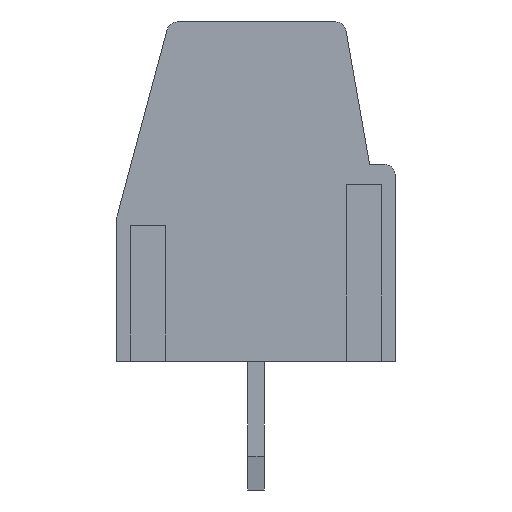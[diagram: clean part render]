
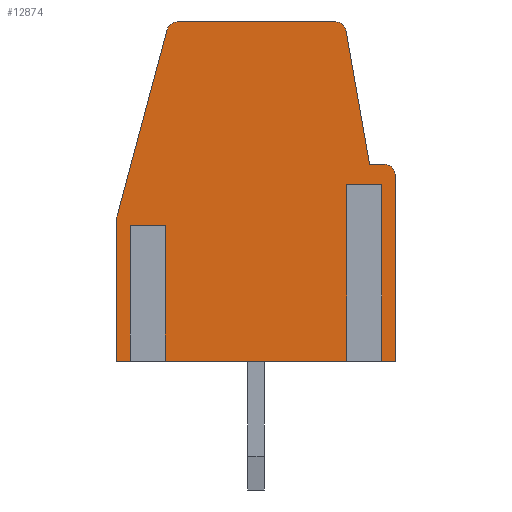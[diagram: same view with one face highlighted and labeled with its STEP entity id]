
A CAD part, left-side view. The second image highlights one B-rep face of the part: STEP entity #12874.
In plain terms, the highlighted planar face has unit normal (-1, 0, 0).
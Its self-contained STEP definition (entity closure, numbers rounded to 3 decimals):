
#8908 = EDGE_CURVE('',#8909,#8911,#8913,.T.);
#8909 = VERTEX_POINT('',#8910);
#8910 = CARTESIAN_POINT('',(-45.719,2.336,10.014));
#8911 = VERTEX_POINT('',#8912);
#8912 = CARTESIAN_POINT('',(-45.719,-2.351,10.014));
#8913 = LINE('',#8914,#8915);
#8914 = CARTESIAN_POINT('',(-45.719,-4.093,10.014));
#8915 = VECTOR('',#8916,1.);
#8916 = DIRECTION('',(0.,-1.,0.));
#12874 = ADVANCED_FACE('',(#12875),#13015,.F.);
#12875 = FACE_BOUND('',#12876,.T.);
#12876 = EDGE_LOOP('',(#12877,#12887,#12895,#12903,#12911,#12919,#12928,
    #12936,#12944,#12951,#12952,#12961,#12969,#12977,#12985,#12993,
    #13001,#13009));
#12877 = ORIENTED_EDGE('',*,*,#12878,.F.);
#12878 = EDGE_CURVE('',#12879,#12881,#12883,.T.);
#12879 = VERTEX_POINT('',#12880);
#12880 = CARTESIAN_POINT('',(-45.719,-2.881,5.214));
#12881 = VERTEX_POINT('',#12882);
#12882 = CARTESIAN_POINT('',(-45.719,-2.881,0.014));
#12883 = LINE('',#12884,#12885);
#12884 = CARTESIAN_POINT('',(-45.719,-2.881,5.814));
#12885 = VECTOR('',#12886,1.);
#12886 = DIRECTION('',(0.,0.,-1.));
#12887 = ORIENTED_EDGE('',*,*,#12888,.F.);
#12888 = EDGE_CURVE('',#12889,#12879,#12891,.T.);
#12889 = VERTEX_POINT('',#12890);
#12890 = CARTESIAN_POINT('',(-45.719,-3.481,5.214));
#12891 = LINE('',#12892,#12893);
#12892 = CARTESIAN_POINT('',(-45.719,-4.093,5.214));
#12893 = VECTOR('',#12894,1.);
#12894 = DIRECTION('',(0.,1.,0.));
#12895 = ORIENTED_EDGE('',*,*,#12896,.F.);
#12896 = EDGE_CURVE('',#12897,#12889,#12899,.T.);
#12897 = VERTEX_POINT('',#12898);
#12898 = CARTESIAN_POINT('',(-45.719,-3.481,0.014));
#12899 = LINE('',#12900,#12901);
#12900 = CARTESIAN_POINT('',(-45.719,-3.481,5.814));
#12901 = VECTOR('',#12902,1.);
#12902 = DIRECTION('',(0.,0.,1.));
#12903 = ORIENTED_EDGE('',*,*,#12904,.F.);
#12904 = EDGE_CURVE('',#12905,#12897,#12907,.T.);
#12905 = VERTEX_POINT('',#12906);
#12906 = CARTESIAN_POINT('',(-45.719,-4.093,0.014));
#12907 = LINE('',#12908,#12909);
#12908 = CARTESIAN_POINT('',(-45.719,-4.093,0.014));
#12909 = VECTOR('',#12910,1.);
#12910 = DIRECTION('',(0.,1.,0.));
#12911 = ORIENTED_EDGE('',*,*,#12912,.F.);
#12912 = EDGE_CURVE('',#12913,#12905,#12915,.T.);
#12913 = VERTEX_POINT('',#12914);
#12914 = CARTESIAN_POINT('',(-45.719,-4.093,5.514));
#12915 = LINE('',#12916,#12917);
#12916 = CARTESIAN_POINT('',(-45.719,-4.093,5.814));
#12917 = VECTOR('',#12918,1.);
#12918 = DIRECTION('',(0.,0.,-1.));
#12919 = ORIENTED_EDGE('',*,*,#12920,.F.);
#12920 = EDGE_CURVE('',#12921,#12913,#12923,.T.);
#12921 = VERTEX_POINT('',#12922);
#12922 = CARTESIAN_POINT('',(-45.719,-3.793,5.814));
#12923 = CIRCLE('',#12924,0.3);
#12924 = AXIS2_PLACEMENT_3D('',#12925,#12926,#12927);
#12925 = CARTESIAN_POINT('',(-45.719,-3.793,5.514));
#12926 = DIRECTION('',(1.,0.,0.));
#12927 = DIRECTION('',(0.,1.,0.));
#12928 = ORIENTED_EDGE('',*,*,#12929,.F.);
#12929 = EDGE_CURVE('',#12930,#12921,#12932,.T.);
#12930 = VERTEX_POINT('',#12931);
#12931 = CARTESIAN_POINT('',(-45.719,-3.343,5.814));
#12932 = LINE('',#12933,#12934);
#12933 = CARTESIAN_POINT('',(-45.719,-3.343,5.814));
#12934 = VECTOR('',#12935,1.);
#12935 = DIRECTION('',(0.,-1.,0.));
#12936 = ORIENTED_EDGE('',*,*,#12937,.F.);
#12937 = EDGE_CURVE('',#12938,#12930,#12940,.T.);
#12938 = VERTEX_POINT('',#12939);
#12939 = CARTESIAN_POINT('',(-45.719,-2.646,9.766));
#12940 = LINE('',#12941,#12942);
#12941 = CARTESIAN_POINT('',(-45.719,-2.646,9.766));
#12942 = VECTOR('',#12943,1.);
#12943 = DIRECTION('',(0.,-0.174,-0.985));
#12944 = ORIENTED_EDGE('',*,*,#12945,.F.);
#12945 = EDGE_CURVE('',#8911,#12938,#12946,.T.);
#12946 = CIRCLE('',#12947,0.3);
#12947 = AXIS2_PLACEMENT_3D('',#12948,#12949,#12950);
#12948 = CARTESIAN_POINT('',(-45.719,-2.351,9.714));
#12949 = DIRECTION('',(1.,0.,0.));
#12950 = DIRECTION('',(0.,1.,0.));
#12951 = ORIENTED_EDGE('',*,*,#8908,.F.);
#12952 = ORIENTED_EDGE('',*,*,#12953,.F.);
#12953 = EDGE_CURVE('',#12954,#8909,#12956,.T.);
#12954 = VERTEX_POINT('',#12955);
#12955 = CARTESIAN_POINT('',(-45.719,2.626,9.792));
#12956 = CIRCLE('',#12957,0.3);
#12957 = AXIS2_PLACEMENT_3D('',#12958,#12959,#12960);
#12958 = CARTESIAN_POINT('',(-45.719,2.336,9.714));
#12959 = DIRECTION('',(1.,0.,0.));
#12960 = DIRECTION('',(0.,1.,0.));
#12961 = ORIENTED_EDGE('',*,*,#12962,.F.);
#12962 = EDGE_CURVE('',#12963,#12954,#12965,.T.);
#12963 = VERTEX_POINT('',#12964);
#12964 = CARTESIAN_POINT('',(-45.719,4.107,4.264));
#12965 = LINE('',#12966,#12967);
#12966 = CARTESIAN_POINT('',(-45.719,4.107,4.264));
#12967 = VECTOR('',#12968,1.);
#12968 = DIRECTION('',(0.,-0.259,0.966));
#12969 = ORIENTED_EDGE('',*,*,#12970,.F.);
#12970 = EDGE_CURVE('',#12971,#12963,#12973,.T.);
#12971 = VERTEX_POINT('',#12972);
#12972 = CARTESIAN_POINT('',(-45.719,4.107,0.014));
#12973 = LINE('',#12974,#12975);
#12974 = CARTESIAN_POINT('',(-45.719,4.107,0.014));
#12975 = VECTOR('',#12976,1.);
#12976 = DIRECTION('',(0.,0.,1.));
#12977 = ORIENTED_EDGE('',*,*,#12978,.F.);
#12978 = EDGE_CURVE('',#12979,#12971,#12981,.T.);
#12979 = VERTEX_POINT('',#12980);
#12980 = CARTESIAN_POINT('',(-45.719,3.494,0.014));
#12981 = LINE('',#12982,#12983);
#12982 = CARTESIAN_POINT('',(-45.719,-4.093,0.014));
#12983 = VECTOR('',#12984,1.);
#12984 = DIRECTION('',(0.,1.,0.));
#12985 = ORIENTED_EDGE('',*,*,#12986,.F.);
#12986 = EDGE_CURVE('',#12987,#12979,#12989,.T.);
#12987 = VERTEX_POINT('',#12988);
#12988 = CARTESIAN_POINT('',(-45.719,3.494,4.014));
#12989 = LINE('',#12990,#12991);
#12990 = CARTESIAN_POINT('',(-45.719,3.494,5.814));
#12991 = VECTOR('',#12992,1.);
#12992 = DIRECTION('',(0.,0.,-1.));
#12993 = ORIENTED_EDGE('',*,*,#12994,.F.);
#12994 = EDGE_CURVE('',#12995,#12987,#12997,.T.);
#12995 = VERTEX_POINT('',#12996);
#12996 = CARTESIAN_POINT('',(-45.719,2.894,4.014));
#12997 = LINE('',#12998,#12999);
#12998 = CARTESIAN_POINT('',(-45.719,-4.093,4.014));
#12999 = VECTOR('',#13000,1.);
#13000 = DIRECTION('',(0.,1.,0.));
#13001 = ORIENTED_EDGE('',*,*,#13002,.F.);
#13002 = EDGE_CURVE('',#13003,#12995,#13005,.T.);
#13003 = VERTEX_POINT('',#13004);
#13004 = CARTESIAN_POINT('',(-45.719,2.894,0.014));
#13005 = LINE('',#13006,#13007);
#13006 = CARTESIAN_POINT('',(-45.719,2.894,5.814));
#13007 = VECTOR('',#13008,1.);
#13008 = DIRECTION('',(0.,0.,1.));
#13009 = ORIENTED_EDGE('',*,*,#13010,.F.);
#13010 = EDGE_CURVE('',#12881,#13003,#13011,.T.);
#13011 = LINE('',#13012,#13013);
#13012 = CARTESIAN_POINT('',(-45.719,-4.093,0.014));
#13013 = VECTOR('',#13014,1.);
#13014 = DIRECTION('',(0.,1.,0.));
#13015 = PLANE('',#13016);
#13016 = AXIS2_PLACEMENT_3D('',#13017,#13018,#13019);
#13017 = CARTESIAN_POINT('',(-45.719,-4.093,5.814));
#13018 = DIRECTION('',(1.,0.,0.));
#13019 = DIRECTION('',(0.,1.,0.));
